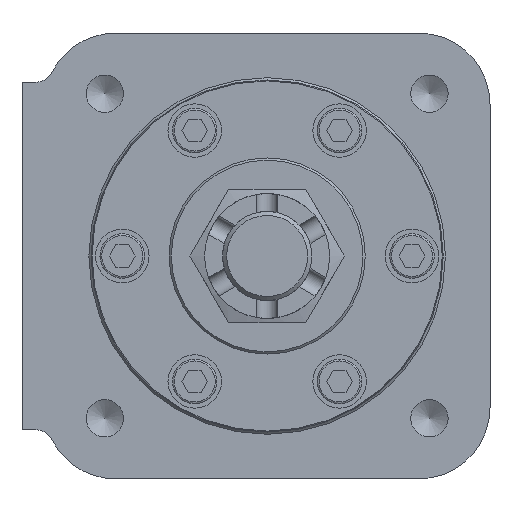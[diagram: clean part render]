
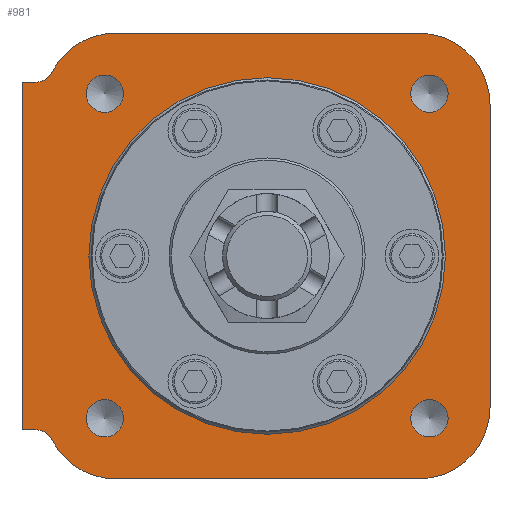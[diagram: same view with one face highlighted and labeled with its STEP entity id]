
A CAD part, left-side view. The second image highlights one B-rep face of the part: STEP entity #981.
In plain terms, the highlighted planar face has unit normal (-1, 0, 0).
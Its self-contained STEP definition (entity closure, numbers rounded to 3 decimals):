
#981 = ADVANCED_FACE( '', ( #2097, #2098, #2099, #2100, #2101, #2102 ), #2103, .F. );
#2097 = FACE_BOUND( '', #3367, .T. );
#2098 = FACE_BOUND( '', #3368, .T. );
#2099 = FACE_BOUND( '', #3369, .T. );
#2100 = FACE_BOUND( '', #3370, .T. );
#2101 = FACE_BOUND( '', #3371, .T. );
#2102 = FACE_OUTER_BOUND( '', #3372, .T. );
#2103 = PLANE( '', #3373 );
#3367 = EDGE_LOOP( '', ( #5758 ) );
#3368 = EDGE_LOOP( '', ( #5759 ) );
#3369 = EDGE_LOOP( '', ( #5760 ) );
#3370 = EDGE_LOOP( '', ( #5761 ) );
#3371 = EDGE_LOOP( '', ( #5762 ) );
#3372 = EDGE_LOOP( '', ( #5763, #5764, #5765, #5766, #5767, #5768, #5769, #5770, #5771, #5772, #5773, #5774 ) );
#3373 = AXIS2_PLACEMENT_3D( '', #5775, #5776, #5777 );
#5758 = ORIENTED_EDGE( '', *, *, #7637, .T. );
#5759 = ORIENTED_EDGE( '', *, *, #7425, .T. );
#5760 = ORIENTED_EDGE( '', *, *, #7638, .T. );
#5761 = ORIENTED_EDGE( '', *, *, #7639, .T. );
#5762 = ORIENTED_EDGE( '', *, *, #7212, .T. );
#5763 = ORIENTED_EDGE( '', *, *, #7548, .F. );
#5764 = ORIENTED_EDGE( '', *, *, #7137, .T. );
#5765 = ORIENTED_EDGE( '', *, *, #7640, .F. );
#5766 = ORIENTED_EDGE( '', *, *, #6785, .F. );
#5767 = ORIENTED_EDGE( '', *, *, #7310, .F. );
#5768 = ORIENTED_EDGE( '', *, *, #7588, .T. );
#5769 = ORIENTED_EDGE( '', *, *, #7641, .F. );
#5770 = ORIENTED_EDGE( '', *, *, #7508, .F. );
#5771 = ORIENTED_EDGE( '', *, *, #7642, .F. );
#5772 = ORIENTED_EDGE( '', *, *, #6881, .F. );
#5773 = ORIENTED_EDGE( '', *, *, #7082, .F. );
#5774 = ORIENTED_EDGE( '', *, *, #7385, .F. );
#5775 = CARTESIAN_POINT( '', ( 65.4, 40., 0. ) );
#5776 = DIRECTION( '', ( 1., 0., 0. ) );
#5777 = DIRECTION( '', ( 0., 0., -1. ) );
#6785 = EDGE_CURVE( '', #7910, #7911, #7912, .T. );
#6881 = EDGE_CURVE( '', #8071, #8072, #8073, .T. );
#7082 = EDGE_CURVE( '', #8412, #8071, #8413, .T. );
#7137 = EDGE_CURVE( '', #8495, #8496, #8497, .T. );
#7212 = EDGE_CURVE( '', #8606, #8606, #8607, .T. );
#7310 = EDGE_CURVE( '', #8746, #7910, #8747, .T. );
#7385 = EDGE_CURVE( '', #8862, #8412, #8863, .T. );
#7425 = EDGE_CURVE( '', #8917, #8917, #8918, .T. );
#7508 = EDGE_CURVE( '', #9026, #9027, #9028, .T. );
#7548 = EDGE_CURVE( '', #8495, #8862, #9077, .T. );
#7588 = EDGE_CURVE( '', #8746, #9128, #9129, .T. );
#7637 = EDGE_CURVE( '', #9192, #9192, #9193, .T. );
#7638 = EDGE_CURVE( '', #9194, #9194, #9195, .T. );
#7639 = EDGE_CURVE( '', #9196, #9196, #9197, .T. );
#7640 = EDGE_CURVE( '', #7911, #8496, #9198, .T. );
#7641 = EDGE_CURVE( '', #9027, #9128, #9199, .T. );
#7642 = EDGE_CURVE( '', #8072, #9026, #9200, .T. );
#7910 = VERTEX_POINT( '', #9517 );
#7911 = VERTEX_POINT( '', #9518 );
#7912 = LINE( '', #9519, #9520 );
#8071 = VERTEX_POINT( '', #9823 );
#8072 = VERTEX_POINT( '', #9824 );
#8073 = LINE( '', #9825, #9826 );
#8412 = VERTEX_POINT( '', #10547 );
#8413 = CIRCLE( '', #10548, 16. );
#8495 = VERTEX_POINT( '', #10721 );
#8496 = VERTEX_POINT( '', #10722 );
#8497 = CIRCLE( '', #10723, 4. );
#8606 = VERTEX_POINT( '', #10907 );
#8607 = CIRCLE( '', #10908, 40. );
#8746 = VERTEX_POINT( '', #11156 );
#8747 = LINE( '', #11157, #11158 );
#8862 = VERTEX_POINT( '', #11564 );
#8863 = LINE( '', #11565, #11566 );
#8917 = VERTEX_POINT( '', #11668 );
#8918 = CIRCLE( '', #11669, 4.188 );
#9026 = VERTEX_POINT( '', #11866 );
#9027 = VERTEX_POINT( '', #11867 );
#9028 = LINE( '', #11868, #11869 );
#9077 = CIRCLE( '', #11944, 16. );
#9128 = VERTEX_POINT( '', #12043 );
#9129 = CIRCLE( '', #12044, 4. );
#9192 = VERTEX_POINT( '', #12133 );
#9193 = CIRCLE( '', #12134, 4.188 );
#9194 = VERTEX_POINT( '', #12135 );
#9195 = CIRCLE( '', #12136, 4.188 );
#9196 = VERTEX_POINT( '', #12137 );
#9197 = CIRCLE( '', #12138, 4.188 );
#9198 = LINE( '', #12139, #12140 );
#9199 = CIRCLE( '', #12141, 16. );
#9200 = CIRCLE( '', #12142, 16. );
#9517 = CARTESIAN_POINT( '', ( 65.4, 55., -39. ) );
#9518 = CARTESIAN_POINT( '', ( 65.4, 55., 39. ) );
#9519 = CARTESIAN_POINT( '', ( 65.4, 55., -39. ) );
#9520 = VECTOR( '', #12479, 1000. );
#9823 = CARTESIAN_POINT( '', ( 65.4, -50., 34. ) );
#9824 = CARTESIAN_POINT( '', ( 65.4, -50., -34. ) );
#9825 = CARTESIAN_POINT( '', ( 65.4, -50., 34. ) );
#9826 = VECTOR( '', #12593, 1000. );
#10547 = CARTESIAN_POINT( '', ( 65.4, -34., 50. ) );
#10548 = AXIS2_PLACEMENT_3D( '', #12820, #12821, #12822 );
#10721 = CARTESIAN_POINT( '', ( 65.4, 48.288, 41.2 ) );
#10722 = CARTESIAN_POINT( '', ( 65.4, 51.861, 39. ) );
#10723 = AXIS2_PLACEMENT_3D( '', #12876, #12877, #12878 );
#10907 = CARTESIAN_POINT( '', ( 65.4, 0., -40. ) );
#10908 = AXIS2_PLACEMENT_3D( '', #12953, #12954, #12955 );
#11156 = CARTESIAN_POINT( '', ( 65.4, 51.861, -39. ) );
#11157 = CARTESIAN_POINT( '', ( 65.4, 51.861, -39. ) );
#11158 = VECTOR( '', #13055, 1000. );
#11564 = CARTESIAN_POINT( '', ( 65.4, 34., 50. ) );
#11565 = CARTESIAN_POINT( '', ( 65.4, 34., 50. ) );
#11566 = VECTOR( '', #13123, 1000. );
#11668 = CARTESIAN_POINT( '', ( 65.4, -36.416, -40.604 ) );
#11669 = AXIS2_PLACEMENT_3D( '', #13162, #13163, #13164 );
#11866 = CARTESIAN_POINT( '', ( 65.4, -34., -50. ) );
#11867 = CARTESIAN_POINT( '', ( 65.4, 34., -50. ) );
#11868 = CARTESIAN_POINT( '', ( 65.4, -34., -50. ) );
#11869 = VECTOR( '', #13233, 1000. );
#11944 = AXIS2_PLACEMENT_3D( '', #13266, #13267, #13268 );
#12043 = CARTESIAN_POINT( '', ( 65.4, 48.288, -41.2 ) );
#12044 = AXIS2_PLACEMENT_3D( '', #13302, #13303, #13304 );
#12133 = CARTESIAN_POINT( '', ( 65.4, -36.416, 32.228 ) );
#12134 = AXIS2_PLACEMENT_3D( '', #13356, #13357, #13358 );
#12135 = CARTESIAN_POINT( '', ( 65.4, 36.416, -40.604 ) );
#12136 = AXIS2_PLACEMENT_3D( '', #13359, #13360, #13361 );
#12137 = CARTESIAN_POINT( '', ( 65.4, 36.416, 32.228 ) );
#12138 = AXIS2_PLACEMENT_3D( '', #13362, #13363, #13364 );
#12139 = CARTESIAN_POINT( '', ( 65.4, 55., 39. ) );
#12140 = VECTOR( '', #13365, 1000. );
#12141 = AXIS2_PLACEMENT_3D( '', #13366, #13367, #13368 );
#12142 = AXIS2_PLACEMENT_3D( '', #13369, #13370, #13371 );
#12479 = DIRECTION( '', ( 0., 0., 1. ) );
#12593 = DIRECTION( '', ( 0., 0., -1. ) );
#12820 = CARTESIAN_POINT( '', ( 65.4, -34., 34. ) );
#12821 = DIRECTION( '', ( 1., 0., 0. ) );
#12822 = DIRECTION( '', ( 0., 0., -1. ) );
#12876 = CARTESIAN_POINT( '', ( 65.4, 51.861, 43. ) );
#12877 = DIRECTION( '', ( 1., 0., 0. ) );
#12878 = DIRECTION( '', ( 0., 0., -1. ) );
#12953 = CARTESIAN_POINT( '', ( 65.4, 0., 0. ) );
#12954 = DIRECTION( '', ( 1., 0., 0. ) );
#12955 = DIRECTION( '', ( 0., 0., -1. ) );
#13055 = DIRECTION( '', ( 0., 1., 0. ) );
#13123 = DIRECTION( '', ( 0., -1., 0. ) );
#13162 = CARTESIAN_POINT( '', ( 65.4, -36.416, -36.416 ) );
#13163 = DIRECTION( '', ( 1., 0., 0. ) );
#13164 = DIRECTION( '', ( 0., 0., -1. ) );
#13233 = DIRECTION( '', ( 0., 1., 0. ) );
#13266 = CARTESIAN_POINT( '', ( 65.4, 34., 34. ) );
#13267 = DIRECTION( '', ( 1., 0., 0. ) );
#13268 = DIRECTION( '', ( 0., 0., -1. ) );
#13302 = CARTESIAN_POINT( '', ( 65.4, 51.861, -43. ) );
#13303 = DIRECTION( '', ( 1., 0., 0. ) );
#13304 = DIRECTION( '', ( 0., 0., -1. ) );
#13356 = CARTESIAN_POINT( '', ( 65.4, -36.416, 36.416 ) );
#13357 = DIRECTION( '', ( 1., 0., 0. ) );
#13358 = DIRECTION( '', ( 0., 0., -1. ) );
#13359 = CARTESIAN_POINT( '', ( 65.4, 36.416, -36.416 ) );
#13360 = DIRECTION( '', ( 1., 0., 0. ) );
#13361 = DIRECTION( '', ( 0., 0., -1. ) );
#13362 = CARTESIAN_POINT( '', ( 65.4, 36.416, 36.416 ) );
#13363 = DIRECTION( '', ( 1., 0., 0. ) );
#13364 = DIRECTION( '', ( 0., 0., -1. ) );
#13365 = DIRECTION( '', ( 0., -1., 0. ) );
#13366 = CARTESIAN_POINT( '', ( 65.4, 34., -34. ) );
#13367 = DIRECTION( '', ( 1., 0., 0. ) );
#13368 = DIRECTION( '', ( 0., 0., -1. ) );
#13369 = CARTESIAN_POINT( '', ( 65.4, -34., -34. ) );
#13370 = DIRECTION( '', ( 1., 0., 0. ) );
#13371 = DIRECTION( '', ( 0., 0., -1. ) );
